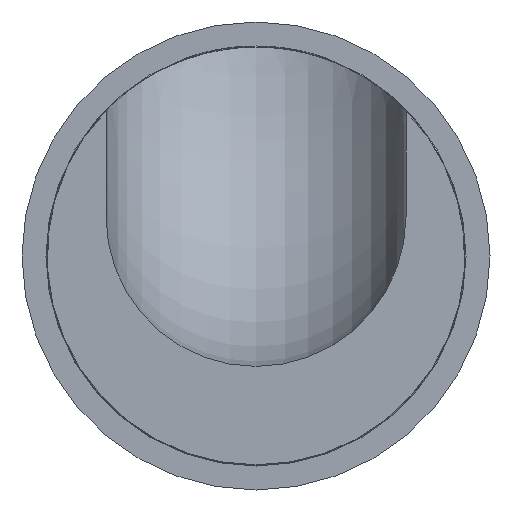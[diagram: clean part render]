
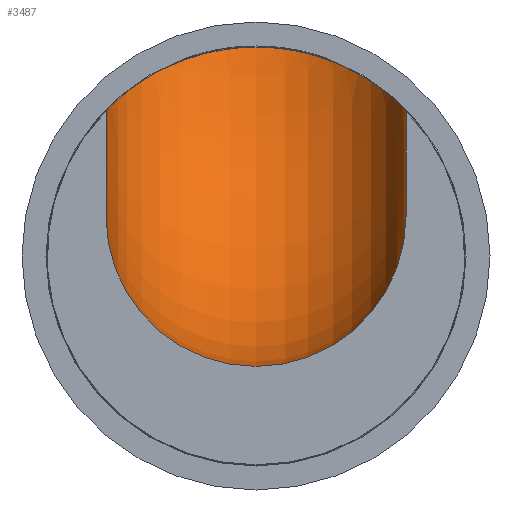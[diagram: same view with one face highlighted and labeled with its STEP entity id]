
A CAD part, front view. The second image highlights one B-rep face of the part: STEP entity #3487.
In plain terms, the highlighted toroidal (fillet/blend) face has major radius 2.17 mm and minor radius 1.25 mm.
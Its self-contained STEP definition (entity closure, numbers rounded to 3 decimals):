
#128 = EDGE_CURVE ( 'Defeature ausgef�hrt1_9+Defeature ausgef�hrt1_5+Defeature ausgef�hrt1_7+Defeature ausgef�hrt1_6', #797, #2023, #2450, .T. ) ;
#196 = CARTESIAN_POINT ( 'NONE',  ( -0.194, -23.789, 1.732 ) ) ;
#221 = CARTESIAN_POINT ( 'NONE',  ( 1.222, -24.979, 1.241 ) ) ;
#312 = EDGE_LOOP ( 'NONE', ( #422, #2155, #1446, #3114, #836, #1010 ) ) ;
#346 = EDGE_CURVE ( 'Defeature ausgef�hrt1_6+Defeature ausgef�hrt1_9+Defeature ausgef�hrt1_4+Defeature ausgef�hrt1_5', #1021, #2023, #2937, .T. ) ;
#422 = ORIENTED_EDGE ( 'NONE', *, *, #2501, .T. ) ;
#444 = CARTESIAN_POINT ( 'NONE',  ( -1.25, -25.171, 1.21 ) ) ;
#463 = VERTEX_POINT ( 'NONE', #2573 ) ;
#585 = DIRECTION ( 'NONE',  ( 0., 0., 1. ) ) ;
#710 = CARTESIAN_POINT ( 'NONE',  ( 0., -27.11, 0.33 ) ) ;
#740 = CARTESIAN_POINT ( 'NONE',  ( -1.222, -24.978, 1.241 ) ) ;
#755 = CARTESIAN_POINT ( 'NONE',  ( 0., -23.776, 1.74 ) ) ;
#763 = EDGE_CURVE ( 'Defeature ausgef�hrt1_4+Defeature ausgef�hrt1_9+Defeature ausgef�hrt1_7+Defeature ausgef�hrt1_6', #463, #2723, #2614, .T. ) ;
#792 = CARTESIAN_POINT ( 'NONE',  ( 0.837, -24.152, 1.53 ) ) ;
#797 = VERTEX_POINT ( 'NONE', #3282 ) ;
#818 = CIRCLE ( 'NONE', #1694, 2.17 ) ;
#836 = ORIENTED_EDGE ( 'NONE', *, *, #2072, .F. ) ;
#860 = EDGE_CURVE ( 'Defeature ausgef�hrt1_9+Defeature ausgef�hrt1_5+Defeature ausgef�hrt1_7+Defeature ausgef�hrt1_6', #2515, #797, #2180, .T. ) ;
#901 = B_SPLINE_CURVE_WITH_KNOTS ( 'NONE', 3,
 ( #2134, #3000, #1034, #2430, #2464, #3034, #792, #1897, #3268, #221, #2150, #1632 ),
 .UNSPECIFIED., .F., .F.,
 ( 4, 2, 2, 2, 2, 4 ),
 ( 0.004, 0.004, 0.004, 0.005, 0.005, 0.006 ),
 .UNSPECIFIED. ) ;
#907 = CARTESIAN_POINT ( 'NONE',  ( 0., -27.11, 2.5 ) ) ;
#919 = CARTESIAN_POINT ( 'NONE',  ( -1.25, -27.11, 0.33 ) ) ;
#920 = DIRECTION ( 'NONE',  ( -1., 0., 0. ) ) ;
#997 = TOROIDAL_SURFACE ( 'NONE', #2880, 2.17, 1.25 ) ;
#1010 = ORIENTED_EDGE ( 'NONE', *, *, #763, .F. ) ;
#1021 = VERTEX_POINT ( 'NONE', #2474 ) ;
#1034 = CARTESIAN_POINT ( 'NONE',  ( 0.194, -23.789, 1.732 ) ) ;
#1098 = CARTESIAN_POINT ( 'NONE',  ( 1.25, -27.11, 2.5 ) ) ;
#1301 = CARTESIAN_POINT ( 'NONE',  ( -0.378, -23.841, 1.701 ) ) ;
#1446 = ORIENTED_EDGE ( 'NONE', *, *, #128, .T. ) ;
#1540 = CARTESIAN_POINT ( 'NONE',  ( -0.466, -23.879, 1.679 ) ) ;
#1607 = CARTESIAN_POINT ( 'NONE',  ( 0., -27.11, 0.33 ) ) ;
#1632 = CARTESIAN_POINT ( 'NONE',  ( 1.25, -25.365, 1.21 ) ) ;
#1694 = AXIS2_PLACEMENT_3D ( 'NONE', #3187, #2900, #2347 ) ;
#1897 = CARTESIAN_POINT ( 'NONE',  ( 1.043, -24.45, 1.398 ) ) ;
#1959 = DIRECTION ( 'NONE',  ( 0., 0., 1. ) ) ;
#2023 = VERTEX_POINT ( 'NONE', #2673 ) ;
#2034 = DIRECTION ( 'NONE',  ( 0., 0., -1. ) ) ;
#2072 = EDGE_CURVE ( 'Defeature ausgef�hrt1_4+Defeature ausgef�hrt1_9+Defeature ausgef�hrt1_7+Defeature ausgef�hrt1_6', #2723, #1021, #901, .T. ) ;
#2134 = CARTESIAN_POINT ( 'NONE',  ( 0., -23.776, 1.74 ) ) ;
#2150 = CARTESIAN_POINT ( 'NONE',  ( 1.25, -25.17, 1.21 ) ) ;
#2155 = ORIENTED_EDGE ( 'NONE', *, *, #860, .T. ) ;
#2176 = FACE_OUTER_BOUND ( 'NONE', #312, .T. ) ;
#2180 = CIRCLE ( 'NONE', #2453, 1.25 ) ;
#2347 = DIRECTION ( 'NONE',  ( 0., 0., 1. ) ) ;
#2430 = CARTESIAN_POINT ( 'NONE',  ( 0.378, -23.841, 1.701 ) ) ;
#2450 = CIRCLE ( 'NONE', #3421, 1.25 ) ;
#2453 = AXIS2_PLACEMENT_3D ( 'NONE', #1607, #3295, #3592 ) ;
#2464 = CARTESIAN_POINT ( 'NONE',  ( 0.465, -23.879, 1.679 ) ) ;
#2474 = CARTESIAN_POINT ( 'NONE',  ( 1.25, -25.365, 1.21 ) ) ;
#2501 = EDGE_CURVE ( 'Defeature ausgef�hrt1_9+Defeature ausgef�hrt1_7+Defeature ausgef�hrt1_4+Defeature ausgef�hrt1_5', #463, #2515, #818, .T. ) ;
#2515 = VERTEX_POINT ( 'NONE', #919 ) ;
#2523 = AXIS2_PLACEMENT_3D ( 'NONE', #1098, #3040, #1959 ) ;
#2573 = CARTESIAN_POINT ( 'NONE',  ( -1.25, -25.365, 1.21 ) ) ;
#2586 = CARTESIAN_POINT ( 'NONE',  ( 0., -23.776, 1.74 ) ) ;
#2614 = B_SPLINE_CURVE_WITH_KNOTS ( 'NONE', 3,
 ( #2964, #444, #740, #2660, #2709, #2989, #3224, #1540, #1301, #196, #3012, #755 ),
 .UNSPECIFIED., .F., .F.,
 ( 4, 2, 2, 2, 2, 4 ),
 ( 0.001, 0.002, 0.002, 0.003, 0.003, 0.004 ),
 .UNSPECIFIED. ) ;
#2660 = CARTESIAN_POINT ( 'NONE',  ( -1.119, -24.62, 1.335 ) ) ;
#2673 = CARTESIAN_POINT ( 'NONE',  ( 1.25, -27.11, 0.33 ) ) ;
#2709 = CARTESIAN_POINT ( 'NONE',  ( -1.042, -24.45, 1.399 ) ) ;
#2723 = VERTEX_POINT ( 'NONE', #2586 ) ;
#2880 = AXIS2_PLACEMENT_3D ( 'NONE', #907, #920, #585 ) ;
#2900 = DIRECTION ( 'NONE',  ( -1., 0., 0. ) ) ;
#2937 = CIRCLE ( 'NONE', #2523, 2.17 ) ;
#2964 = CARTESIAN_POINT ( 'NONE',  ( -1.25, -25.365, 1.21 ) ) ;
#2989 = CARTESIAN_POINT ( 'NONE',  ( -0.838, -24.153, 1.53 ) ) ;
#3000 = CARTESIAN_POINT ( 'NONE',  ( 0.096, -23.776, 1.74 ) ) ;
#3012 = CARTESIAN_POINT ( 'NONE',  ( -0.096, -23.776, 1.74 ) ) ;
#3034 = CARTESIAN_POINT ( 'NONE',  ( 0.706, -24.021, 1.599 ) ) ;
#3040 = DIRECTION ( 'NONE',  ( -1., 0., 0. ) ) ;
#3114 = ORIENTED_EDGE ( 'NONE', *, *, #346, .F. ) ;
#3187 = CARTESIAN_POINT ( 'NONE',  ( -1.25, -27.11, 2.5 ) ) ;
#3224 = CARTESIAN_POINT ( 'NONE',  ( -0.706, -24.021, 1.599 ) ) ;
#3268 = CARTESIAN_POINT ( 'NONE',  ( 1.119, -24.619, 1.335 ) ) ;
#3282 = CARTESIAN_POINT ( 'NONE',  ( 0., -27.11, -0.92 ) ) ;
#3295 = DIRECTION ( 'NONE',  ( 0., -1., 0. ) ) ;
#3421 = AXIS2_PLACEMENT_3D ( 'NONE', #710, #3511, #2034 ) ;
#3487 = ADVANCED_FACE ( 'Defeature ausgef�hrt1_9', ( #2176 ), #997, .F. ) ;
#3511 = DIRECTION ( 'NONE',  ( 0., -1., 0. ) ) ;
#3592 = DIRECTION ( 'NONE',  ( 0., 0., -1. ) ) ;
